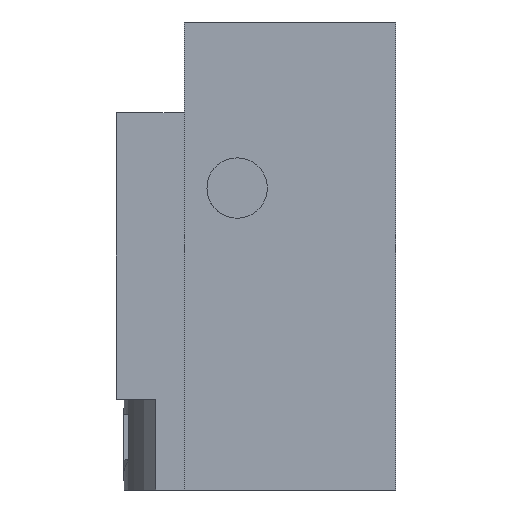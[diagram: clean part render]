
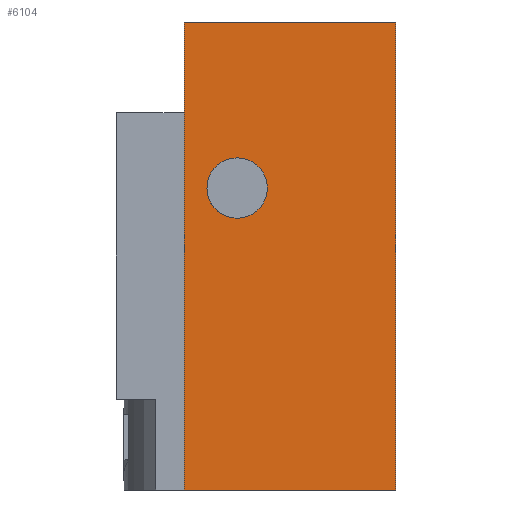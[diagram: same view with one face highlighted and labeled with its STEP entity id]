
A CAD part, left-side view. The second image highlights one B-rep face of the part: STEP entity #6104.
In plain terms, the highlighted planar face has unit normal (-1, 0, 0).
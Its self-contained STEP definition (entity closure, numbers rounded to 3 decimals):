
#477 = LINE ( 'NONE', #1390, #479 ) ;
#479 = VECTOR ( 'NONE', #1391, 1000. ) ;
#480 = LINE ( 'NONE', #1392, #481 ) ;
#481 = VECTOR ( 'NONE', #1393, 1000. ) ;
#482 = LINE ( 'NONE', #1394, #483 ) ;
#483 = VECTOR ( 'NONE', #1395, 1000. ) ;
#484 = LINE ( 'NONE', #1396, #485 ) ;
#485 = VECTOR ( 'NONE', #1397, 1000. ) ;
#486 = CIRCLE ( 'NONE', #1934, 4. ) ;
#742 = CARTESIAN_POINT ( 'NONE',  ( -50., -14., -62. ) ) ;
#863 = CARTESIAN_POINT ( 'NONE',  ( -50., -14., 0. ) ) ;
#970 = CARTESIAN_POINT ( 'NONE',  ( -50., 3., -22. ) ) ;
#995 = CARTESIAN_POINT ( 'NONE',  ( -50., 14., -62. ) ) ;
#1016 = CARTESIAN_POINT ( 'NONE',  ( -50., 14., 0. ) ) ;
#1021 = CARTESIAN_POINT ( 'NONE',  ( -50., 11., -22. ) ) ;
#1390 = CARTESIAN_POINT ( 'NONE',  ( -50., -14., -31. ) ) ;
#1391 = DIRECTION ( 'NONE',  ( 0., 0., 1. ) ) ;
#1392 = CARTESIAN_POINT ( 'NONE',  ( -50., -14., -62. ) ) ;
#1393 = DIRECTION ( 'NONE',  ( 0., 1., 0. ) ) ;
#1394 = CARTESIAN_POINT ( 'NONE',  ( -50., 14., -31. ) ) ;
#1395 = DIRECTION ( 'NONE',  ( 0., 0., 1. ) ) ;
#1396 = CARTESIAN_POINT ( 'NONE',  ( -50., 14., 0. ) ) ;
#1397 = DIRECTION ( 'NONE',  ( 0., -1., 0. ) ) ;
#1398 = CARTESIAN_POINT ( 'NONE',  ( -50., 7., -22. ) ) ;
#1399 = DIRECTION ( 'NONE',  ( -1., 0., 0. ) ) ;
#1400 = DIRECTION ( 'NONE',  ( 0., -1., 0. ) ) ;
#1934 = AXIS2_PLACEMENT_3D ( 'NONE', #1398, #1399, #1400 ) ;
#2401 = PLANE ( 'NONE',  #3305 ) ;
#2402 = CARTESIAN_POINT ( 'NONE',  ( -50., 14., -31. ) ) ;
#2403 = DIRECTION ( 'NONE',  ( -1., 0., 0. ) ) ;
#2404 = DIRECTION ( 'NONE',  ( 0., -1., 0. ) ) ;
#3210 = AXIS2_PLACEMENT_3D ( 'NONE', #3550, #3551, #3552 ) ;
#3305 = AXIS2_PLACEMENT_3D ( 'NONE', #2402, #2403, #2404 ) ;
#3550 = CARTESIAN_POINT ( 'NONE',  ( -50., 7., -22. ) ) ;
#3551 = DIRECTION ( 'NONE',  ( -1., 0., 0. ) ) ;
#3552 = DIRECTION ( 'NONE',  ( 0., -1., 0. ) ) ;
#5099 = EDGE_CURVE ( 'NONE', #8573, #8522, #5395, .T. ) ;
#5395 = CIRCLE ( 'NONE', #3210, 4. ) ;
#5573 = FACE_BOUND ( 'NONE', #11604, .T. ) ;
#5574 = FACE_OUTER_BOUND ( 'NONE', #11603, .T. ) ;
#6104 = ADVANCED_FACE ( 'NONE', ( #5573, #5574 ), #2401, .T. ) ;
#7919 = ORIENTED_EDGE ( 'NONE', *, *, #9265, .F. ) ;
#7920 = ORIENTED_EDGE ( 'NONE', *, *, #5099, .F. ) ;
#7921 = ORIENTED_EDGE ( 'NONE', *, *, #9264, .F. ) ;
#7922 = ORIENTED_EDGE ( 'NONE', *, *, #9263, .F. ) ;
#7923 = ORIENTED_EDGE ( 'NONE', *, *, #9262, .F. ) ;
#7924 = ORIENTED_EDGE ( 'NONE', *, *, #9261, .T. ) ;
#8294 = VERTEX_POINT ( 'NONE', #742 ) ;
#8415 = VERTEX_POINT ( 'NONE', #863 ) ;
#8522 = VERTEX_POINT ( 'NONE', #970 ) ;
#8547 = VERTEX_POINT ( 'NONE', #995 ) ;
#8568 = VERTEX_POINT ( 'NONE', #1016 ) ;
#8573 = VERTEX_POINT ( 'NONE', #1021 ) ;
#9261 = EDGE_CURVE ( 'NONE', #8294, #8415, #477, .T. ) ;
#9262 = EDGE_CURVE ( 'NONE', #8294, #8547, #480, .T. ) ;
#9263 = EDGE_CURVE ( 'NONE', #8547, #8568, #482, .T. ) ;
#9264 = EDGE_CURVE ( 'NONE', #8568, #8415, #484, .T. ) ;
#9265 = EDGE_CURVE ( 'NONE', #8522, #8573, #486, .T. ) ;
#11603 = EDGE_LOOP ( 'NONE', ( #7921, #7922, #7923, #7924 ) ) ;
#11604 = EDGE_LOOP ( 'NONE', ( #7919, #7920 ) ) ;
